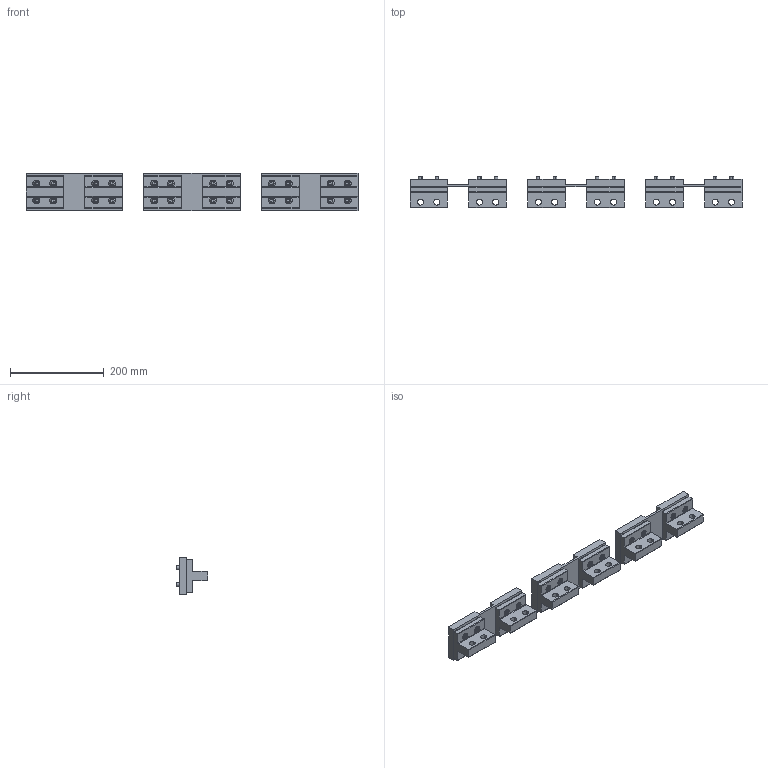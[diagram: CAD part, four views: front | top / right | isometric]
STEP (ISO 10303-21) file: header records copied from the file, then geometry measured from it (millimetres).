
FILE_DESCRIPTION(('CATIA V5 STEP Exchange'),'2;1');
FILE_NAME('1SDH001252R0229_1PA_001_01_E6.2_III_F_TERMINALS_HR_LOWER_5000A.stp','2014-03-07T08:20:29+00:00',('none'),('none'),'CATIA Version 5 Release 20 SP 1 (IN-10)','CATIA V5 STEP AP214','none');
FILE_SCHEMA(('AUTOMOTIVE_DESIGN { 1 0 10303 214 1 1 1 1 }'));
Length unit declared in the file: millimetre
Products named in the file (1): 1SDH001252R0229_1PA_001_01_E6.2_III_F_TERMINALS_HR_LOWER_5000A
Bounding box: 710 x 67 x 80 mm (x, y, z)
Volume: 1302578 mm3; surface area: 318688.3 mm2
Topology: 33 solids, 33 shells, 954 faces, 2376 edges, 1512 vertices
Faces by surface type: cylinder 408, plane 354, cone 96, sphere 48, torus 48
Entity records: 26851 total; most frequent: CARTESIAN_POINT 5623, ORIENTED_EDGE 4656, DIRECTION 3372, EDGE_CURVE 2328, AXIS2_PLACEMENT_3D 1711, VERTEX_POINT 1512, EDGE_LOOP 1194, CIRCLE 1080
